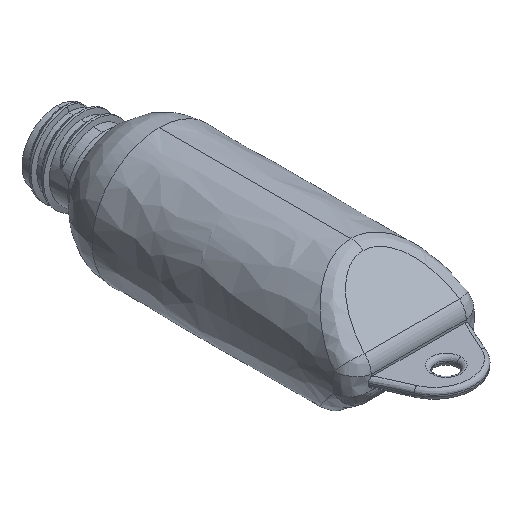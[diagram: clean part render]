
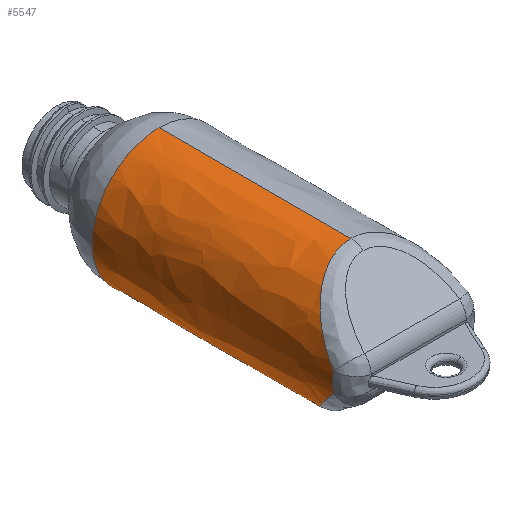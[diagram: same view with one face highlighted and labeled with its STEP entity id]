
A CAD part, isometric view. The second image highlights one B-rep face of the part: STEP entity #5547.
In plain terms, the highlighted free-form (B-spline) face has degree [2, 1] with [5, 2] control points.
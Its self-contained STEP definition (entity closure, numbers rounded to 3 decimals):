
#3420 = VERTEX_POINT('',#3421);
#3421 = CARTESIAN_POINT('',(0.,97.932,
    21.906));
#3466 = VERTEX_POINT('',#3467);
#3467 = CARTESIAN_POINT('',(-21.906,97.932,
    0.));
#3477 = EDGE_CURVE('',#3466,#3420,#3478,.T.);
#3478 = ( BOUNDED_CURVE() B_SPLINE_CURVE(2,(#3479,#3480,#3481),
.UNSPECIFIED.,.F.,.F.) B_SPLINE_CURVE_WITH_KNOTS((3,3),(1.571,
3.142),.PIECEWISE_BEZIER_KNOTS.) CURVE() 
GEOMETRIC_REPRESENTATION_ITEM() RATIONAL_B_SPLINE_CURVE((1.,
0.707,1.)) REPRESENTATION_ITEM('') );
#3479 = CARTESIAN_POINT('',(-21.906,97.932,
    0.));
#3480 = CARTESIAN_POINT('',(-21.906,97.932,
    21.906));
#3481 = CARTESIAN_POINT('',(0.,97.932,
    21.906));
#3995 = VERTEX_POINT('',#3996);
#3996 = CARTESIAN_POINT('',(0.,35.101,-21.906));
#4005 = EDGE_CURVE('',#3995,#4006,#4008,.T.);
#4006 = VERTEX_POINT('',#4007);
#4007 = CARTESIAN_POINT('',(0.,97.932,
    -21.906));
#4008 = B_SPLINE_CURVE_WITH_KNOTS('',1,(#4009,#4010),.UNSPECIFIED.,.F.,
  .F.,(2,2),(17.24,66.),.PIECEWISE_BEZIER_KNOTS.);
#4009 = CARTESIAN_POINT('',(0.,35.101,
    -21.906));
#4010 = CARTESIAN_POINT('',(0.,97.932,
    -21.906));
#4019 = EDGE_CURVE('',#4020,#3420,#4022,.T.);
#4020 = VERTEX_POINT('',#4021);
#4021 = CARTESIAN_POINT('',(0.,35.101,21.906));
#4022 = B_SPLINE_CURVE_WITH_KNOTS('',1,(#4023,#4024),.UNSPECIFIED.,.F.,
  .F.,(2,2),(17.24,66.),.PIECEWISE_BEZIER_KNOTS.);
#4023 = CARTESIAN_POINT('',(0.,35.101,21.906));
#4024 = CARTESIAN_POINT('',(0.,97.932,21.906));
#4130 = EDGE_CURVE('',#4020,#4131,#4133,.T.);
#4131 = VERTEX_POINT('',#4132);
#4132 = CARTESIAN_POINT('',(-21.676,19.071,
    3.163));
#4133 = ( BOUNDED_CURVE() B_SPLINE_CURVE(3,(#4134,#4135,#4136,#4137),
.UNSPECIFIED.,.F.,.F.) B_SPLINE_CURVE_WITH_KNOTS((4,4),(0.,
1.426),.PIECEWISE_BEZIER_KNOTS.) CURVE() 
GEOMETRIC_REPRESENTATION_ITEM() RATIONAL_B_SPLINE_CURVE((1.,
0.838,0.838,1.)) REPRESENTATION_ITEM('') );
#4134 = CARTESIAN_POINT('',(0.,35.101,21.906));
#4135 = CARTESIAN_POINT('',(-11.403,35.101,
    21.906));
#4136 = CARTESIAN_POINT('',(-20.029,28.722,
    14.447));
#4137 = CARTESIAN_POINT('',(-21.676,19.071,
    3.163));
#4649 = EDGE_CURVE('',#4006,#3466,#4650,.T.);
#4650 = ( BOUNDED_CURVE() B_SPLINE_CURVE(2,(#4651,#4652,#4653),
.UNSPECIFIED.,.F.,.F.) B_SPLINE_CURVE_WITH_KNOTS((3,3),(0.,
1.571),.PIECEWISE_BEZIER_KNOTS.) CURVE() 
GEOMETRIC_REPRESENTATION_ITEM() RATIONAL_B_SPLINE_CURVE((1.,
0.707,1.)) REPRESENTATION_ITEM('') );
#4651 = CARTESIAN_POINT('',(0.,97.932,-21.906));
#4652 = CARTESIAN_POINT('',(-21.906,97.932,
    -21.906));
#4653 = CARTESIAN_POINT('',(-21.906,97.932,
    0.));
#5208 = EDGE_CURVE('',#4131,#5209,#5211,.T.);
#5209 = VERTEX_POINT('',#5210);
#5210 = CARTESIAN_POINT('',(-21.676,19.071,
    -3.163));
#5211 = ( BOUNDED_CURVE() B_SPLINE_CURVE(2,(#5212,#5213,#5214),
.UNSPECIFIED.,.F.,.F.) B_SPLINE_CURVE_WITH_KNOTS((3,3),(1.426,
1.716),.PIECEWISE_BEZIER_KNOTS.) CURVE() 
GEOMETRIC_REPRESENTATION_ITEM() RATIONAL_B_SPLINE_CURVE((1.,
0.99,1.)) REPRESENTATION_ITEM('') );
#5212 = CARTESIAN_POINT('',(-21.676,19.071,
    3.163));
#5213 = CARTESIAN_POINT('',(-22.138,19.071,
    0.));
#5214 = CARTESIAN_POINT('',(-21.676,19.071,
    -3.163));
#5408 = EDGE_CURVE('',#5209,#3995,#5409,.T.);
#5409 = ( BOUNDED_CURVE() B_SPLINE_CURVE(3,(#5410,#5411,#5412,#5413),
.UNSPECIFIED.,.F.,.F.) B_SPLINE_CURVE_WITH_KNOTS((4,4),(4.857,
6.283),.PIECEWISE_BEZIER_KNOTS.) CURVE() 
GEOMETRIC_REPRESENTATION_ITEM() RATIONAL_B_SPLINE_CURVE((1.,
0.838,0.838,1.)) REPRESENTATION_ITEM('') );
#5410 = CARTESIAN_POINT('',(-21.676,19.071,
    -3.163));
#5411 = CARTESIAN_POINT('',(-20.029,28.722,
    -14.447));
#5412 = CARTESIAN_POINT('',(-11.403,35.101,
    -21.906));
#5413 = CARTESIAN_POINT('',(0.,35.101,-21.906));
#5547 = ADVANCED_FACE('',(#5548),#5557,.T.);
#5548 = FACE_BOUND('',#5549,.T.);
#5549 = EDGE_LOOP('',(#5550,#5551,#5552,#5553,#5554,#5555,#5556));
#5550 = ORIENTED_EDGE('',*,*,#4005,.F.);
#5551 = ORIENTED_EDGE('',*,*,#5408,.F.);
#5552 = ORIENTED_EDGE('',*,*,#5208,.F.);
#5553 = ORIENTED_EDGE('',*,*,#4130,.F.);
#5554 = ORIENTED_EDGE('',*,*,#4019,.T.);
#5555 = ORIENTED_EDGE('',*,*,#3477,.F.);
#5556 = ORIENTED_EDGE('',*,*,#4649,.F.);
#5557 = ( BOUNDED_SURFACE() B_SPLINE_SURFACE(2,1,(
    (#5558,#5559)
    ,(#5560,#5561)
    ,(#5562,#5563)
    ,(#5564,#5565)
    ,(#5566,#5567
)),.UNSPECIFIED.,.F.,.F.,.F.) B_SPLINE_SURFACE_WITH_KNOTS((3,2,3),(2,2),
  (3.142,4.712,6.283),(4.8,66.),
.PIECEWISE_BEZIER_KNOTS.) GEOMETRIC_REPRESENTATION_ITEM() 
RATIONAL_B_SPLINE_SURFACE((
    (1.,1.)
    ,(0.707,0.707)
    ,(1.,1.)
    ,(0.707,0.707)
,(1.,1.))) REPRESENTATION_ITEM('') SURFACE() );
#5558 = CARTESIAN_POINT('',(0.,19.071,
    -21.906));
#5559 = CARTESIAN_POINT('',(0.,97.932,
    -21.906));
#5560 = CARTESIAN_POINT('',(-21.906,19.071,
    -21.906));
#5561 = CARTESIAN_POINT('',(-21.906,97.932,
    -21.906));
#5562 = CARTESIAN_POINT('',(-21.906,19.071,
    0.));
#5563 = CARTESIAN_POINT('',(-21.906,97.932,
    0.));
#5564 = CARTESIAN_POINT('',(-21.906,19.071,
    21.906));
#5565 = CARTESIAN_POINT('',(-21.906,97.932,
    21.906));
#5566 = CARTESIAN_POINT('',(0.,19.071,
    21.906));
#5567 = CARTESIAN_POINT('',(0.,97.932,
    21.906));
